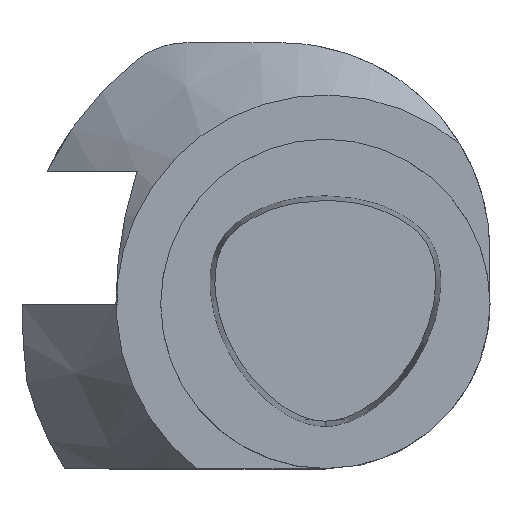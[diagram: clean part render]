
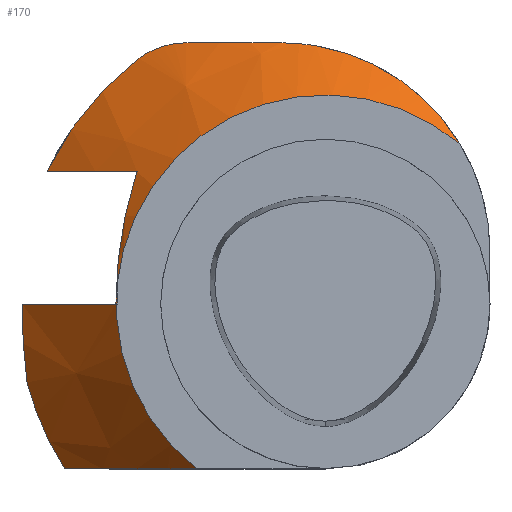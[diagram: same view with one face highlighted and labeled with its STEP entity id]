
A CAD part, top view. The second image highlights one B-rep face of the part: STEP entity #170.
In plain terms, the highlighted conical face has half-angle 45 degrees and reference radius 49.5 mm.
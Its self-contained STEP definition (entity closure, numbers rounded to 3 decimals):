
#121=EDGE_CURVE('Unnamed[1]',#342,#343,#344,.T.);
#123=EDGE_CURVE('Unnamed[1]',#346,#347,#348,.T.);
#125=EDGE_CURVE('Unnamed[1]',#342,#350,#351,.T.);
#137=EDGE_CURVE('Unnamed[1]',#331,#371,#372,.T.);
#158=EDGE_CURVE('Unnamed[1]',#375,#371,#404,.T.);
#170=ADVANCED_FACE('Unnamed[1]',(#420),#421,.T.);
#179=EDGE_CURVE('Unnamed[1]',#339,#432,#433,.T.);
#213=EDGE_CURVE('Unnamed[1]',#347,#339,#476,.T.);
#248=EDGE_CURVE('Unnamed[1]',#350,#354,#519,.T.);
#271=EDGE_CURVE('Unnamed[1]',#432,#343,#546,.T.);
#280=EDGE_CURVE('Unnamed[1]',#354,#331,#556,.T.);
#282=EDGE_CURVE('Unnamed[1]',#375,#346,#558,.T.);
#331=VERTEX_POINT('',#604);
#339=VERTEX_POINT('',#616);
#342=VERTEX_POINT('',#621);
#343=VERTEX_POINT('',#622);
#344=CIRCLE('',#623,59.0);
#346=VERTEX_POINT('',#626);
#347=VERTEX_POINT('',#627);
#348=CIRCLE('',#628,40.0);
#350=VERTEX_POINT('',#631);
#351=(B_SPLINE_CURVE(2,(#633,#634,#635),.UNSPECIFIED.,.F.,.F.)B_SPLINE_CURVE_WITH_KNOTS((3,3),(0.0,29.342),.UNSPECIFIED.)RATIONAL_B_SPLINE_CURVE((1.0,1.027,1.0))BOUNDED_CURVE()REPRESENTATION_ITEM('')GEOMETRIC_REPRESENTATION_ITEM()CURVE());
#354=VERTEX_POINT('',#645);
#371=VERTEX_POINT('',#668);
#372=B_SPLINE_CURVE_WITH_KNOTS('',2,(#669,#670,#671),.UNSPECIFIED.,.F.,.F.,(3,3),(0.0,30.059),.UNSPECIFIED.);
#375=VERTEX_POINT('',#675);
#404=CIRCLE('',#715,59.0);
#420=FACE_OUTER_BOUND('',#738,.T.);
#421=CONICAL_SURFACE('',#739,49.5,0.785);
#432=VERTEX_POINT('',#842);
#433=(B_SPLINE_CURVE(2,(#844,#845,#846),.UNSPECIFIED.,.F.,.F.)B_SPLINE_CURVE_WITH_KNOTS((3,3),(0.0,65.177),.UNSPECIFIED.)RATIONAL_B_SPLINE_CURVE((1.0,1.18,1.0))BOUNDED_CURVE()REPRESENTATION_ITEM('')GEOMETRIC_REPRESENTATION_ITEM()CURVE());
#476=B_SPLINE_CURVE_WITH_KNOTS('',3,(#980,#981,#982,#983,#984,#985,#986,#987,#988,#989,#990,#991,#992,#993,#994,#995,#996,#997,#998,#999,#1000,#1001,#1002,#1003),.UNSPECIFIED.,.F.,.F.,(4,2,2,2,2,2,2,2,2,2,2,4),(0.0,4.296,8.592,12.889,17.185,21.481,25.777,30.073,34.369,39.04,43.711,48.381),.UNSPECIFIED.);
#519=B_SPLINE_CURVE_WITH_KNOTS('',2,(#1086,#1087,#1088),.UNSPECIFIED.,.F.,.F.,(3,3),(0.0,122.475),.UNSPECIFIED.);
#546=B_SPLINE_CURVE_WITH_KNOTS('',3,(#1130,#1131,#1132,#1133,#1134,#1135,#1136,#1137,#1138,#1139,#1140,#1141,#1142,#1143),.UNSPECIFIED.,.F.,.F.,(4,2,2,2,2,2,4),(25.531,27.521,29.511,31.181,32.852,34.522,36.192),.UNSPECIFIED.);
#556=LINE('',#1172,#1173);
#558=(B_SPLINE_CURVE(2,(#1177,#1178,#1179),.UNSPECIFIED.,.F.,.F.)B_SPLINE_CURVE_WITH_KNOTS((3,3),(0.0,31.608),.UNSPECIFIED.)RATIONAL_B_SPLINE_CURVE((1.0,1.034,1.0))BOUNDED_CURVE()REPRESENTATION_ITEM('')GEOMETRIC_REPRESENTATION_ITEM()CURVE());
#604=CARTESIAN_POINT('',(-58.036,0.,-42.036));
#616=CARTESIAN_POINT('',(-8.501,50.,-34.717));
#621=CARTESIAN_POINT('',(-53.253,25.4,-43.));
#622=CARTESIAN_POINT('',(-35.654,47.008,-43.));
#623=AXIS2_PLACEMENT_3D('',#1257,#1258,#1259);
#626=CARTESIAN_POINT('',(-24.653,-31.5,-24.0));
#627=CARTESIAN_POINT('',(25.813,30.556,-24.0));
#628=AXIS2_PLACEMENT_3D('',#1260,#1261,#1262);
#631=CARTESIAN_POINT('',(-36.05,25.4,-28.1));
#633=CARTESIAN_POINT('',(-53.253,25.4,-43.));
#634=CARTESIAN_POINT('',(-39.931,25.4,-30.977));
#635=CARTESIAN_POINT('',(-30.9,25.4,-24.));
#645=CARTESIAN_POINT('',(-40.075,0.,-24.075));
#668=CARTESIAN_POINT('',(-57.071,-14.963,-43.));
#669=CARTESIAN_POINT('',(-57.071,14.967,-43.001));
#670=CARTESIAN_POINT('',(-59.001,0.,-41.071));
#671=CARTESIAN_POINT('',(-57.071,-14.967,-43.001));
#675=CARTESIAN_POINT('',(-49.887,-31.5,-43.));
#715=AXIS2_PLACEMENT_3D('',#1324,#1325,#1326);
#738=EDGE_LOOP('',(#1339,#1340,#1341,#1342,#1343,#1344,#1345,#1346,#1347,#1348,#1349));
#739=AXIS2_PLACEMENT_3D('',#1350,#1351,#1352);
#842=CARTESIAN_POINT('',(-26.665,50.,-40.666));
#844=CARTESIAN_POINT('',(31.321,50.,-43.));
#845=CARTESIAN_POINT('',(0.,50.,-26.373));
#846=CARTESIAN_POINT('',(-31.321,50.,-43.));
#980=CARTESIAN_POINT('',(27.29,27.861,-23.0));
#981=CARTESIAN_POINT('',(26.682,29.079,-23.445));
#982=CARTESIAN_POINT('',(26.001,30.287,-23.895));
#983=CARTESIAN_POINT('',(24.498,32.651,-24.798));
#984=CARTESIAN_POINT('',(23.674,33.808,-25.25));
#985=CARTESIAN_POINT('',(21.894,36.043,-26.149));
#986=CARTESIAN_POINT('',(20.937,37.121,-26.596));
#987=CARTESIAN_POINT('',(18.901,39.176,-27.475));
#988=CARTESIAN_POINT('',(17.824,40.152,-27.908));
#989=CARTESIAN_POINT('',(15.565,41.983,-28.754));
#990=CARTESIAN_POINT('',(14.384,42.839,-29.168));
#991=CARTESIAN_POINT('',(11.937,44.415,-29.97));
#992=CARTESIAN_POINT('',(10.672,45.135,-30.359));
#993=CARTESIAN_POINT('',(8.084,46.429,-31.107));
#994=CARTESIAN_POINT('',(6.76,47.002,-31.466));
#995=CARTESIAN_POINT('',(4.081,47.997,-32.15));
#996=CARTESIAN_POINT('',(2.726,48.418,-32.475));
#997=CARTESIAN_POINT('',(-0.103,49.138,-33.116));
#998=CARTESIAN_POINT('',(-1.622,49.435,-33.438));
#999=CARTESIAN_POINT('',(-4.717,49.851,-34.05));
#1000=CARTESIAN_POINT('',(-6.293,49.971,-34.341));
#1001=CARTESIAN_POINT('',(-9.469,50.02,-34.884));
#1002=CARTESIAN_POINT('',(-11.07,49.95,-35.137));
#1003=CARTESIAN_POINT('',(-12.667,49.782,-35.369));
#1086=CARTESIAN_POINT('',(-21.15,55.079,-43.));
#1087=CARTESIAN_POINT('',(-59.,0.,-5.15));
#1088=CARTESIAN_POINT('',(-21.149,-55.079,-43.));
#1130=CARTESIAN_POINT('',(-25.661,49.966,-40.17));
#1131=CARTESIAN_POINT('',(-26.298,50.009,-40.5));
#1132=CARTESIAN_POINT('',(-26.949,50.011,-40.807));
#1133=CARTESIAN_POINT('',(-28.241,49.931,-41.361));
#1134=CARTESIAN_POINT('',(-28.882,49.849,-41.608));
#1135=CARTESIAN_POINT('',(-30.017,49.63,-41.999));
#1136=CARTESIAN_POINT('',(-30.558,49.497,-42.168));
#1137=CARTESIAN_POINT('',(-31.653,49.158,-42.465));
#1138=CARTESIAN_POINT('',(-32.205,48.952,-42.593));
#1139=CARTESIAN_POINT('',(-33.289,48.471,-42.799));
#1140=CARTESIAN_POINT('',(-33.821,48.196,-42.876));
#1141=CARTESIAN_POINT('',(-34.832,47.595,-42.977));
#1142=CARTESIAN_POINT('',(-35.313,47.269,-43.));
#1143=CARTESIAN_POINT('',(-35.756,46.932,-43.));
#1172=CARTESIAN_POINT('',(-49.5,0.,-33.5));
#1173=VECTOR('',#1499,1.0);
#1177=CARTESIAN_POINT('',(-49.887,-31.5,-43.));
#1178=CARTESIAN_POINT('',(-34.848,-31.5,-30.284));
#1179=CARTESIAN_POINT('',(-24.653,-31.5,-24.0));
#1257=CARTESIAN_POINT('',(0.,0.,-43.));
#1258=DIRECTION('',(0.,0.,-1.0));
#1259=DIRECTION('',(1.0,0.,0.));
#1260=CARTESIAN_POINT('',(0.,0.,-24.0));
#1261=DIRECTION('',(0.,0.,-1.0));
#1262=DIRECTION('',(1.0,0.,0.));
#1324=CARTESIAN_POINT('',(0.,0.,-43.));
#1325=DIRECTION('',(0.,0.,-1.0));
#1326=DIRECTION('',(1.0,0.,0.));
#1339=ORIENTED_EDGE('',*,*,#125,.T.);
#1340=ORIENTED_EDGE('',*,*,#248,.T.);
#1341=ORIENTED_EDGE('',*,*,#280,.T.);
#1342=ORIENTED_EDGE('',*,*,#137,.T.);
#1343=ORIENTED_EDGE('',*,*,#158,.F.);
#1344=ORIENTED_EDGE('',*,*,#282,.T.);
#1345=ORIENTED_EDGE('',*,*,#123,.T.);
#1346=ORIENTED_EDGE('',*,*,#213,.T.);
#1347=ORIENTED_EDGE('',*,*,#179,.T.);
#1348=ORIENTED_EDGE('',*,*,#271,.T.);
#1349=ORIENTED_EDGE('',*,*,#121,.F.);
#1350=CARTESIAN_POINT('',(0.,0.,-33.5));
#1351=DIRECTION('',(0.,0.,-1.0));
#1352=DIRECTION('',(1.0,0.,0.));
#1499=DIRECTION('',(-0.707,0.,-0.707));
